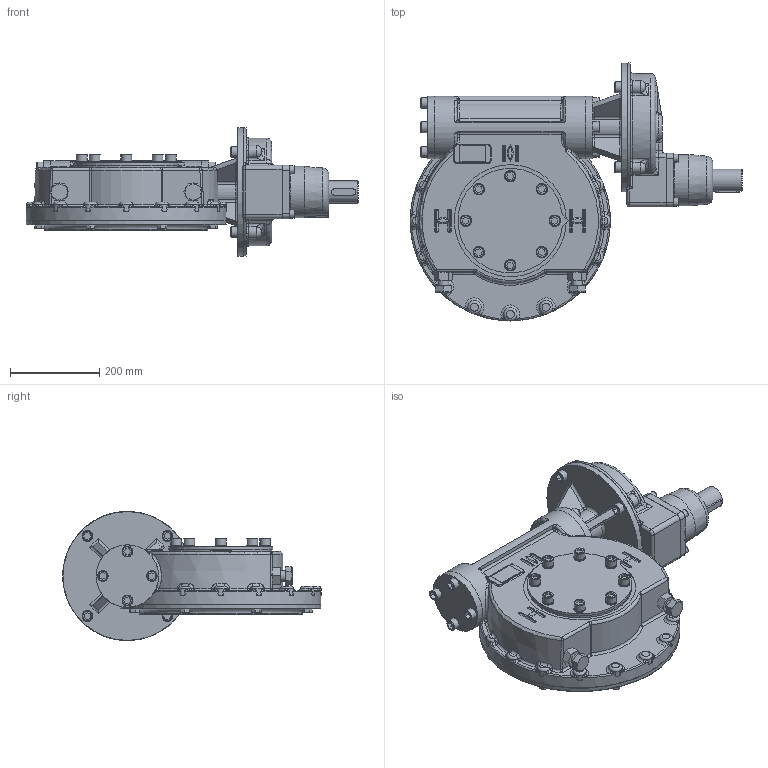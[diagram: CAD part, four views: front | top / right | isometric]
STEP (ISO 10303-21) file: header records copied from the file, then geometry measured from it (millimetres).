
FILE_DESCRIPTION(/* description */ ('Unknown'),/* implementation_level */ '2;1');
FILE_NAME(/* name */ 'PUB-IW7FBIRS-MAN-F25',/* time_stamp */ '2016-06-28T14:59:44+01:00',/* author */ ('Unknown'),/* organization */ ('Unknown'),/* preprocessor_version */ 'ST-DEVELOPER v16',/* originating_system */ 'DEX',/* authorisation */ $);
FILE_SCHEMA (('AUTOMOTIVE_DESIGN {1 0 10303 214 3 1 1}'));
Products named in the file (1): PUB-IW7FBIRS-MAN-F25
Bounding box: 745.25 x 579.19 x 289.28 mm (x, y, z)
Surface area: 1165632.3 mm2 (no closed solid volume)
Topology: 0 solids, 98 shells, 1203 faces, 4121 edges, 2926 vertices
Faces by surface type: plane 468, cylinder 239, bspline 209, torus 134, cone 125, sphere 28
Full cylindrical faces by diameter (mm): 12.5 x8, 13.835 x8, 18 x4, 24 x22, 50 x1, 115 x1, 140 x3, 170 x1, 230 x1, 251.5 x1, 289 x1
Entity records: 66253 total; most frequent: CARTESIAN_POINT 33438, ORIENTED_EDGE 6245, DIRECTION 5845, EDGE_CURVE 3899, VERTEX_POINT 2876, AXIS2_PLACEMENT_3D 2124, LINE 1597, VECTOR 1597
